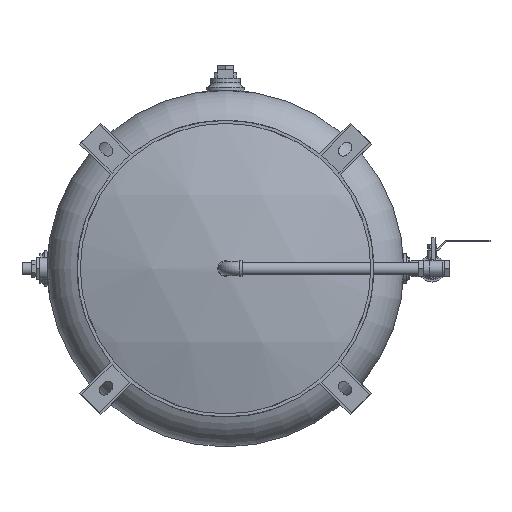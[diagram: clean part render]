
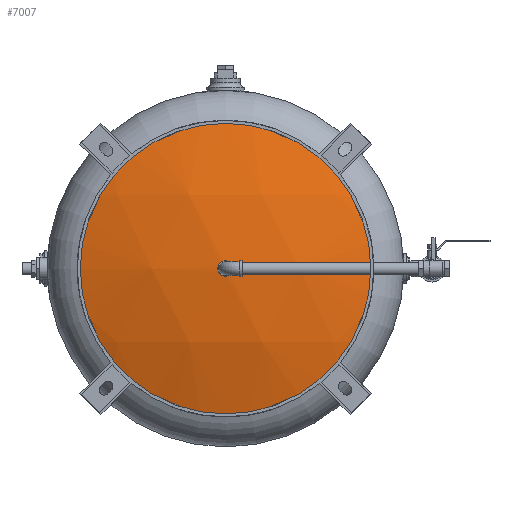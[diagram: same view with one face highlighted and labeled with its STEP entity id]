
A CAD part, front view. The second image highlights one B-rep face of the part: STEP entity #7007.
In plain terms, the highlighted spherical face has radius 774.7 mm.
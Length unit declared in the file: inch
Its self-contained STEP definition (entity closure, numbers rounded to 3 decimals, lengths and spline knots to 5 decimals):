
#14=SPHERICAL_SURFACE('',#7593,30.5);
#522=FACE_BOUND('',#1453,.T.);
#920=FACE_OUTER_BOUND('',#1452,.T.);
#1452=EDGE_LOOP('',(#6145));
#1453=EDGE_LOOP('',(#6146));
#2866=CIRCLE('',#7293,0.525);
#2965=CIRCLE('',#7590,9.78182);
#3235=VERTEX_POINT('',#10747);
#3557=VERTEX_POINT('',#12656);
#3972=EDGE_CURVE('',#3235,#3235,#2866,.T.);
#4430=EDGE_CURVE('',#3557,#3557,#2965,.T.);
#6145=ORIENTED_EDGE('',*,*,#4430,.T.);
#6146=ORIENTED_EDGE('',*,*,#3972,.T.);
#7007=ADVANCED_FACE('',(#920,#522),#14,.T.);
#7293=AXIS2_PLACEMENT_3D('',#10748,#8419,#8420);
#7590=AXIS2_PLACEMENT_3D('',#12657,#9345,#9346);
#7593=AXIS2_PLACEMENT_3D('',#12661,#9351,#9352);
#8419=DIRECTION('center_axis',(0.,1.,0.));
#8420=DIRECTION('ref_axis',(1.,0.,0.));
#9345=DIRECTION('center_axis',(0.,-1.,0.));
#9346=DIRECTION('ref_axis',(-1.,0.,0.));
#9351=DIRECTION('center_axis',(0.,0.,1.));
#9352=DIRECTION('ref_axis',(1.,0.,0.));
#10747=CARTESIAN_POINT('',(-0.525,-30.49548,0.));
#10748=CARTESIAN_POINT('Origin',(0.,-30.49548,
0.));
#12656=CARTESIAN_POINT('',(9.78182,-28.88886,0.));
#12657=CARTESIAN_POINT('Origin',(0.,-28.88886,
0.));
#12661=CARTESIAN_POINT('Origin',(0.,0.,0.));
